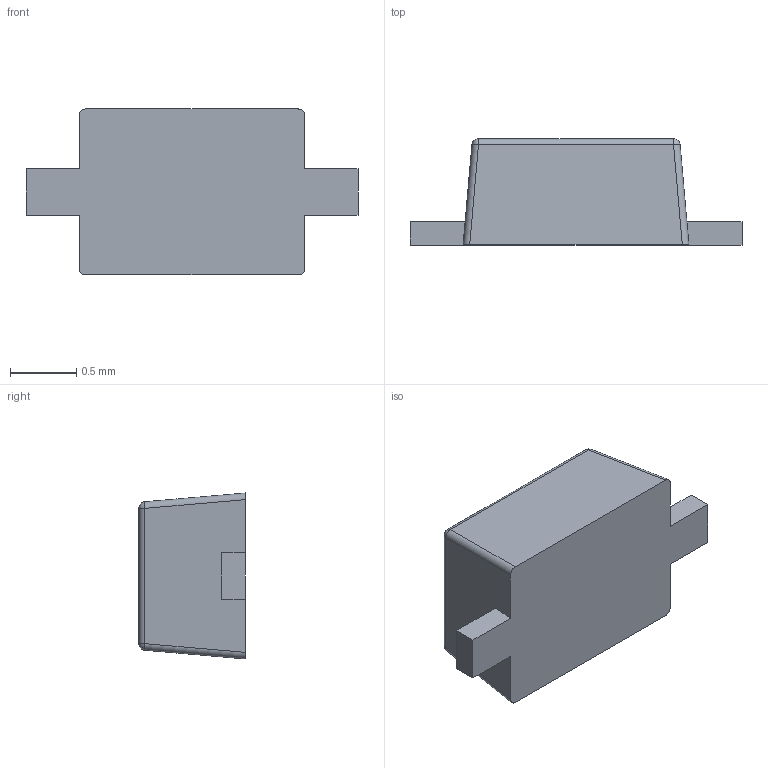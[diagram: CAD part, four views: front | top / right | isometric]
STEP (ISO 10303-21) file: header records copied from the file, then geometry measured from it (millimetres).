
FILE_DESCRIPTION(('FreeCAD Model'),'2;1');
FILE_NAME('SOD323F.step','2017-03-24T11:02:00',( 'kicad StepUp'),('ksu MCAD'),'Open CASCADE STEP processor 6.8', 'FreeCAD','Unknown');
FILE_SCHEMA(('AUTOMOTIVE_DESIGN_CC2 { 1 2 10303 214 -1 1 5 4 }'));
Length unit declared in the file: millimetre
Products named in the file (1): SOD323F
Bounding box: 2.5 x 0.8 x 1.25 mm (x, y, z)
Volume: 1.6 mm3; surface area: 9.1 mm2
Topology: 1 solids, 1 shells, 27 faces, 67 edges, 38 vertices
Faces by surface type: plane 15, cylinder 8, sphere 4
Entity records: 956 total; most frequent: CARTESIAN_POINT 141, DIRECTION 127, ORIENTED_EDGE 126, EDGE_CURVE 63, LINE 47, VECTOR 47, AXIS2_PLACEMENT_3D 40, VERTEX_POINT 38
